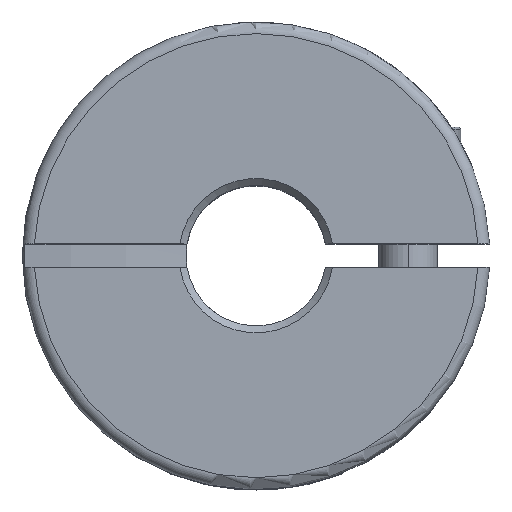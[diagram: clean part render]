
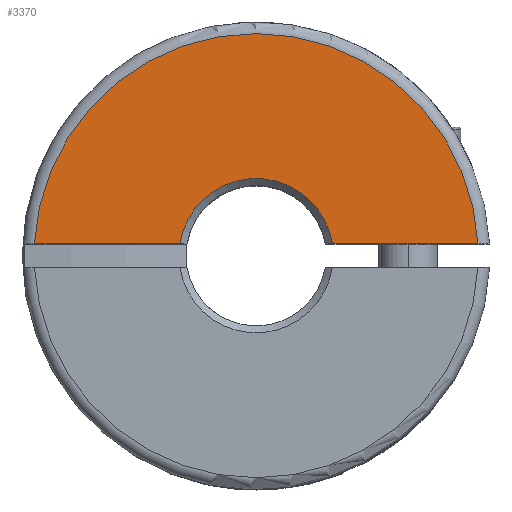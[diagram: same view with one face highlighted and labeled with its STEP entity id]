
A CAD part, top view. The second image highlights one B-rep face of the part: STEP entity #3370.
In plain terms, the highlighted planar face has unit normal (0, 0, 1).
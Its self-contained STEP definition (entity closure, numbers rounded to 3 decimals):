
#26 = CARTESIAN_POINT ( 'NONE',  ( 0., 0., 9.5 ) ) ;
#70 = DIRECTION ( 'NONE',  ( 1., 0., 0. ) ) ;
#97 = LINE ( 'NONE', #1172, #2520 ) ;
#166 = ORIENTED_EDGE ( 'NONE', *, *, #4220, .T. ) ;
#746 = CARTESIAN_POINT ( 'NONE',  ( 0., 0., 9.5 ) ) ;
#1117 = CARTESIAN_POINT ( 'NONE',  ( 0., 0., 9.5 ) ) ;
#1172 = CARTESIAN_POINT ( 'NONE',  ( 0., 0.5, 9.5 ) ) ;
#1426 = AXIS2_PLACEMENT_3D ( 'NONE', #26, #1811, #3523 ) ;
#1480 = FACE_OUTER_BOUND ( 'NONE', #4117, .T. ) ;
#1805 = DIRECTION ( 'NONE',  ( 0., 0., 1. ) ) ;
#1807 = CARTESIAN_POINT ( 'NONE',  ( 3.262, 0.5, 9.5 ) ) ;
#1811 = DIRECTION ( 'NONE',  ( 0., 0., -1. ) ) ;
#1957 = AXIS2_PLACEMENT_3D ( 'NONE', #1117, #2824, #70 ) ;
#1965 = EDGE_CURVE ( 'NONE', #3966, #3450, #4401, .T. ) ;
#2007 = DIRECTION ( 'NONE',  ( -1., 0., 0. ) ) ;
#2082 = CIRCLE ( 'NONE', #1426, 3.3 ) ;
#2147 = DIRECTION ( 'NONE',  ( -1., 0., 0. ) ) ;
#2492 = VECTOR ( 'NONE', #2007, 1000. ) ;
#2497 = ORIENTED_EDGE ( 'NONE', *, *, #1965, .F. ) ;
#2520 = VECTOR ( 'NONE', #2147, 1000. ) ;
#2560 = CARTESIAN_POINT ( 'NONE',  ( -3.262, 0.5, 9.5 ) ) ;
#2782 = CARTESIAN_POINT ( 'NONE',  ( 9.487, 0.5, 9.5 ) ) ;
#2824 = DIRECTION ( 'NONE',  ( 0., 0., 1. ) ) ;
#2864 = ORIENTED_EDGE ( 'NONE', *, *, #3060, .T. ) ;
#2869 = PLANE ( 'NONE',  #3080 ) ;
#3060 = EDGE_CURVE ( 'NONE', #3966, #4214, #2082, .T. ) ;
#3080 = AXIS2_PLACEMENT_3D ( 'NONE', #746, #1805, #4256 ) ;
#3354 = CARTESIAN_POINT ( 'NONE',  ( 0., 0.5, 9.5 ) ) ;
#3370 = ADVANCED_FACE ( 'NONE', ( #1480 ), #2869, .T. ) ;
#3399 = CARTESIAN_POINT ( 'NONE',  ( -9.487, 0.5, 9.5 ) ) ;
#3450 = VERTEX_POINT ( 'NONE', #3399 ) ;
#3523 = DIRECTION ( 'NONE',  ( 1., 0., 0. ) ) ;
#3729 = VERTEX_POINT ( 'NONE', #2782 ) ;
#3870 = EDGE_CURVE ( 'NONE', #3729, #4214, #97, .T. ) ;
#3966 = VERTEX_POINT ( 'NONE', #2560 ) ;
#4117 = EDGE_LOOP ( 'NONE', ( #4435, #166, #2497, #2864 ) ) ;
#4214 = VERTEX_POINT ( 'NONE', #1807 ) ;
#4220 = EDGE_CURVE ( 'NONE', #3729, #3450, #4488, .T. ) ;
#4256 = DIRECTION ( 'NONE',  ( 1., 0., 0. ) ) ;
#4401 = LINE ( 'NONE', #3354, #2492 ) ;
#4435 = ORIENTED_EDGE ( 'NONE', *, *, #3870, .F. ) ;
#4488 = CIRCLE ( 'NONE', #1957, 9.5 ) ;
